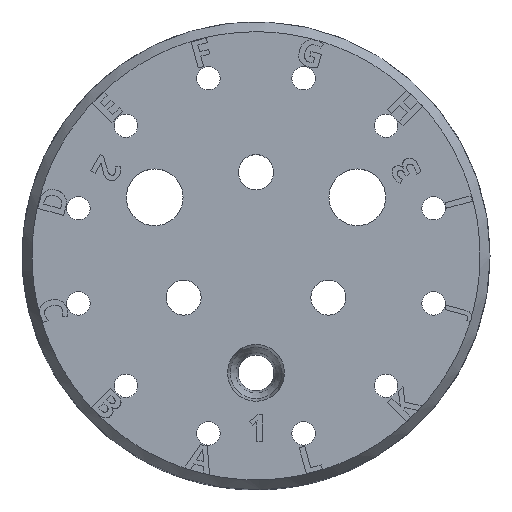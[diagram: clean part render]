
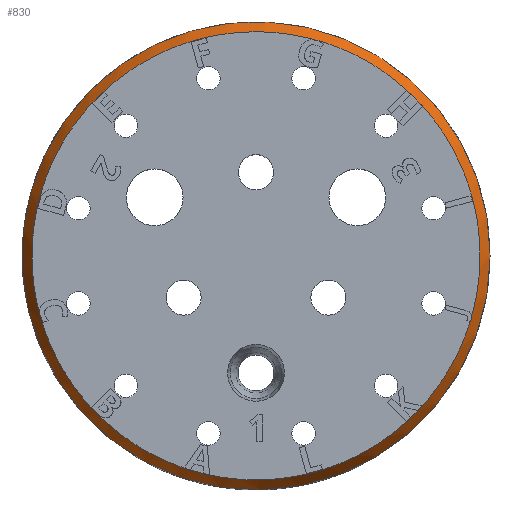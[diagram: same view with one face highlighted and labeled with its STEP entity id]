
A CAD part, top view. The second image highlights one B-rep face of the part: STEP entity #830.
In plain terms, the highlighted conical face has half-angle 30.964 degrees and reference radius 33.5 mm.
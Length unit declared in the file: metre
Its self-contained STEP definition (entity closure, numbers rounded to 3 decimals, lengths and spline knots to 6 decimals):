
#830 = ADVANCED_FACE( '', ( #1885, #1886 ), #1887, .T. );
#1885 = FACE_OUTER_BOUND( '', #3330, .T. );
#1886 = FACE_BOUND( '', #3331, .T. );
#1887 = CONICAL_SURFACE( '', #3332, 0.0335, 0.54 );
#3330 = EDGE_LOOP( '', ( #6039 ) );
#3331 = EDGE_LOOP( '', ( #6040, #6041, #6042, #6043, #6044 ) );
#3332 = AXIS2_PLACEMENT_3D( '', #6045, #6046, #6047 );
#6039 = ORIENTED_EDGE( '', *, *, #9189, .F. );
#6040 = ORIENTED_EDGE( '', *, *, #9190, .F. );
#6041 = ORIENTED_EDGE( '', *, *, #9191, .T. );
#6042 = ORIENTED_EDGE( '', *, *, #8503, .T. );
#6043 = ORIENTED_EDGE( '', *, *, #8859, .T. );
#6044 = ORIENTED_EDGE( '', *, *, #9192, .F. );
#6045 = CARTESIAN_POINT( '', ( 0., 0., 0.015 ) );
#6046 = DIRECTION( '', ( 0., 0., -1. ) );
#6047 = DIRECTION( '', ( -1., 0., 0. ) );
#8503 = EDGE_CURVE( '', #10203, #10207, #10209, .T. );
#8859 = EDGE_CURVE( '', #10207, #10792, #10794, .T. );
#9189 = EDGE_CURVE( '', #11290, #11290, #11291, .F. );
#9190 = EDGE_CURVE( '', #11292, #9960, #11293, .T. );
#9191 = EDGE_CURVE( '', #11292, #10203, #11294, .T. );
#9192 = EDGE_CURVE( '', #9960, #10792, #11295, .T. );
#9960 = VERTEX_POINT( '', #12380 );
#10203 = VERTEX_POINT( '', #12777 );
#10207 = VERTEX_POINT( '', #12784 );
#10209 = B_SPLINE_CURVE_WITH_KNOTS( '', 3, ( #12787, #12788, #12789, #12790 ), .UNSPECIFIED., .F., .F., ( 4, 4 ), ( 0., 0.000416 ), .UNSPECIFIED. );
#10792 = VERTEX_POINT( '', #13943 );
#10794 = B_SPLINE_CURVE_WITH_KNOTS( '', 3, ( #13946, #13947, #13948, #13949 ), .UNSPECIFIED., .F., .F., ( 4, 4 ), ( 0., 0.000089 ), .UNSPECIFIED. );
#11290 = VERTEX_POINT( '', #14913 );
#11291 = CIRCLE( '', #14914, 0.035 );
#11292 = VERTEX_POINT( '', #14915 );
#11293 = CIRCLE( '', #14916, 0.0335 );
#11294 = B_SPLINE_CURVE_WITH_KNOTS( '', 3, ( #14917, #14918, #14919, #14920, #14921, #14922 ), .UNSPECIFIED., .F., .F., ( 4, 2, 4 ), ( 0., 0.000239, 0.000478 ), .UNSPECIFIED. );
#11295 = CIRCLE( '', #14923, 0.0335 );
#12380 = CARTESIAN_POINT( '', ( -0.010707, -0.031743, 0.015 ) );
#12777 = CARTESIAN_POINT( '', ( 0.032224, -0.009452, 0.014863 ) );
#12784 = CARTESIAN_POINT( '', ( 0.032073, -0.009829, 0.014924 ) );
#12787 = CARTESIAN_POINT( '', ( 0.032224, -0.009452, 0.014863 ) );
#12788 = CARTESIAN_POINT( '', ( 0.032189, -0.009586, 0.014858 ) );
#12789 = CARTESIAN_POINT( '', ( 0.032139, -0.009718, 0.014873 ) );
#12790 = CARTESIAN_POINT( '', ( 0.032073, -0.009829, 0.014924 ) );
#13943 = CARTESIAN_POINT( '', ( 0.032029, -0.009818, 0.015 ) );
#13946 = CARTESIAN_POINT( '', ( 0.032073, -0.009829, 0.014924 ) );
#13947 = CARTESIAN_POINT( '', ( 0.032058, -0.009825, 0.014949 ) );
#13948 = CARTESIAN_POINT( '', ( 0.032044, -0.009822, 0.014975 ) );
#13949 = CARTESIAN_POINT( '', ( 0.032029, -0.009818, 0.015 ) );
#14913 = CARTESIAN_POINT( '', ( 0.035, 0., 0.0125 ) );
#14914 = AXIS2_PLACEMENT_3D( '', #17020, #17021, #17022 );
#14915 = CARTESIAN_POINT( '', ( 0.032268, -0.009003, 0.015 ) );
#14916 = AXIS2_PLACEMENT_3D( '', #17023, #17024, #17025 );
#14917 = CARTESIAN_POINT( '', ( 0.032268, -0.009003, 0.015 ) );
#14918 = CARTESIAN_POINT( '', ( 0.032275, -0.009071, 0.014957 ) );
#14919 = CARTESIAN_POINT( '', ( 0.032275, -0.009144, 0.014924 ) );
#14920 = CARTESIAN_POINT( '', ( 0.03226, -0.009297, 0.014878 ) );
#14921 = CARTESIAN_POINT( '', ( 0.032245, -0.009375, 0.014866 ) );
#14922 = CARTESIAN_POINT( '', ( 0.032224, -0.009452, 0.014863 ) );
#14923 = AXIS2_PLACEMENT_3D( '', #17026, #17027, #17028 );
#17020 = CARTESIAN_POINT( '', ( 0., 0., 0.0125 ) );
#17021 = DIRECTION( '', ( 0., 0., 1. ) );
#17022 = DIRECTION( '', ( 1., 0., 0. ) );
#17023 = CARTESIAN_POINT( '', ( 0., 0., 0.015 ) );
#17024 = DIRECTION( '', ( 0., 0., 1. ) );
#17025 = DIRECTION( '', ( 1., 0., 0. ) );
#17026 = CARTESIAN_POINT( '', ( 0., 0., 0.015 ) );
#17027 = DIRECTION( '', ( 0., 0., 1. ) );
#17028 = DIRECTION( '', ( 1., 0., 0. ) );
